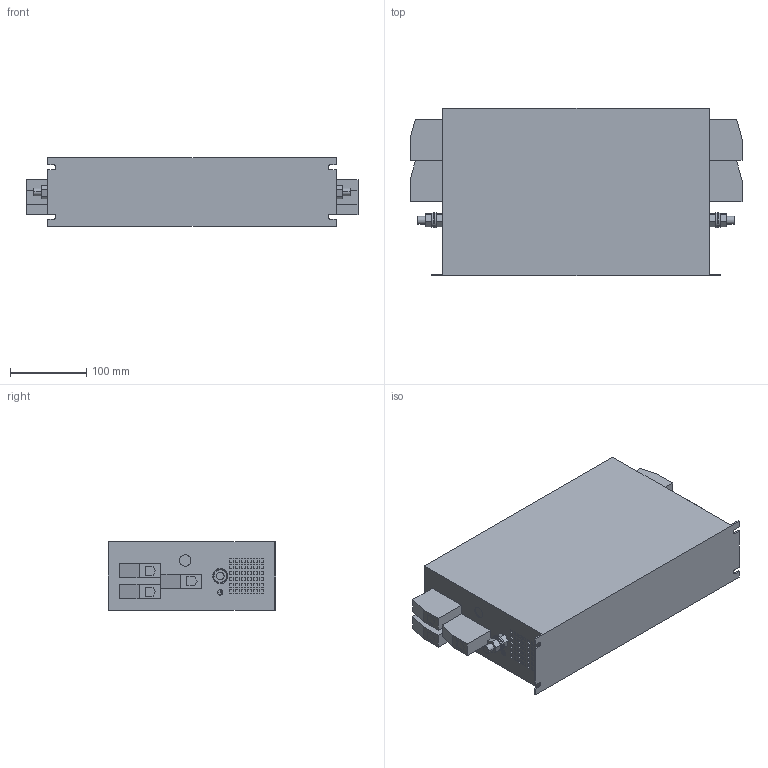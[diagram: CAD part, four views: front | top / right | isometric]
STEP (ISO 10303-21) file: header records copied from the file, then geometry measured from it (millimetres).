
FILE_DESCRIPTION (( 'STEP AP214' ), '1' );
FILE_NAME ('357710.STEP', '2021-06-14T04:43:58', ( '' ), ( '' ), 'SwSTEP 2.0', 'SolidWorks 2018', '' );
FILE_SCHEMA (( 'AUTOMOTIVE_DESIGN' ));
Length unit declared in the file: millimetre
Products named in the file (1): 357710
Bounding box: 436 x 220 x 90 mm (x, y, z)
Volume: 7187106 mm3; surface area: 310996 mm2
Topology: 1 solids, 11 shells, 1372 faces, 3264 edges, 2168 vertices
Faces by surface type: plane 1300, cylinder 72
Entity records: 38914 total; most frequent: CARTESIAN_POINT 6805, ORIENTED_EDGE 6528, DIRECTION 6178, EDGE_CURVE 3264, VECTOR 3096, LINE 3096, VERTEX_POINT 2168, EDGE_LOOP 1634
